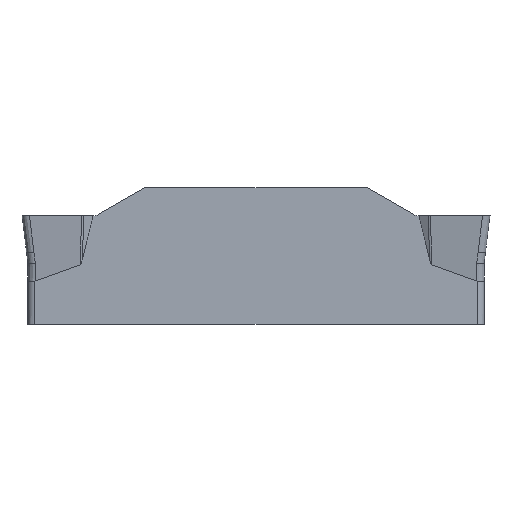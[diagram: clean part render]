
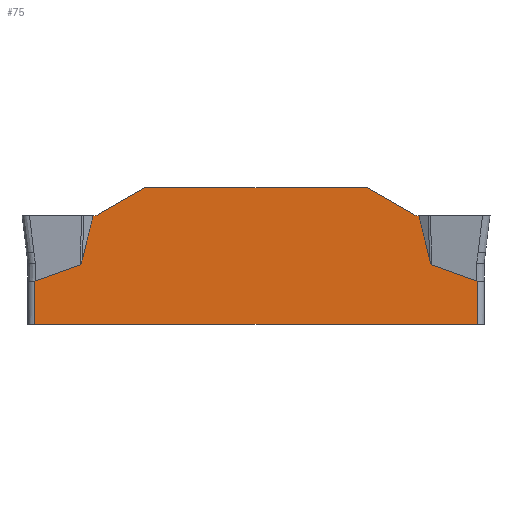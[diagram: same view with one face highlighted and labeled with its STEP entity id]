
A CAD part, left-side view. The second image highlights one B-rep face of the part: STEP entity #75.
In plain terms, the highlighted planar face has unit normal (-1, 0, 0).
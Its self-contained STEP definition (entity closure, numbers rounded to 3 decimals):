
#75=ADVANCED_FACE('SIDE_IB_1_SU5',(#143),#123,.F.);
#123=PLANE('',#921);
#143=FACE_OUTER_BOUND('',#191,.T.);
#191=EDGE_LOOP('',(#343,#344,#345,#346,#347,#348,#349,#350,#351,#352,#353,
#354,#355,#356,#357,#358));
#239=LINE('',#1164,#289);
#240=LINE('',#1183,#290);
#241=LINE('',#1190,#291);
#242=LINE('',#1192,#292);
#243=LINE('',#1194,#293);
#244=LINE('',#1201,#294);
#245=LINE('',#1217,#295);
#246=LINE('',#1221,#296);
#247=LINE('',#1223,#297);
#248=LINE('',#1225,#298);
#289=VECTOR('',#965,1.);
#290=VECTOR('',#966,1.);
#291=VECTOR('',#967,1.);
#292=VECTOR('',#968,1.);
#293=VECTOR('',#969,1.);
#294=VECTOR('',#970,1.);
#295=VECTOR('',#971,1.);
#296=VECTOR('',#974,1.);
#297=VECTOR('',#975,1.);
#298=VECTOR('',#976,1.);
#343=ORIENTED_EDGE('',*,*,#687,.F.);
#344=ORIENTED_EDGE('',*,*,#688,.T.);
#345=ORIENTED_EDGE('',*,*,#689,.T.);
#346=ORIENTED_EDGE('',*,*,#690,.T.);
#347=ORIENTED_EDGE('',*,*,#691,.T.);
#348=ORIENTED_EDGE('',*,*,#692,.T.);
#349=ORIENTED_EDGE('',*,*,#693,.F.);
#350=ORIENTED_EDGE('',*,*,#694,.T.);
#351=ORIENTED_EDGE('',*,*,#695,.T.);
#352=ORIENTED_EDGE('',*,*,#696,.T.);
#353=ORIENTED_EDGE('',*,*,#697,.T.);
#354=ORIENTED_EDGE('',*,*,#698,.T.);
#355=ORIENTED_EDGE('',*,*,#699,.F.);
#356=ORIENTED_EDGE('',*,*,#700,.F.);
#357=ORIENTED_EDGE('',*,*,#701,.F.);
#358=ORIENTED_EDGE('',*,*,#702,.F.);
#603=VERTEX_POINT('',#1162);
#604=VERTEX_POINT('',#1163);
#605=VERTEX_POINT('',#1165);
#606=VERTEX_POINT('',#1182);
#607=VERTEX_POINT('',#1184);
#608=VERTEX_POINT('',#1189);
#609=VERTEX_POINT('',#1191);
#610=VERTEX_POINT('',#1193);
#611=VERTEX_POINT('',#1195);
#612=VERTEX_POINT('',#1200);
#613=VERTEX_POINT('',#1202);
#614=VERTEX_POINT('',#1216);
#615=VERTEX_POINT('',#1218);
#616=VERTEX_POINT('',#1220);
#617=VERTEX_POINT('',#1222);
#618=VERTEX_POINT('',#1224);
#687=EDGE_CURVE('',#603,#604,#817,.T.);
#688=EDGE_CURVE('',#603,#605,#239,.T.);
#689=EDGE_CURVE('',#605,#606,#833,.T.);
#690=EDGE_CURVE('',#606,#607,#240,.T.);
#691=EDGE_CURVE('',#607,#608,#834,.T.);
#692=EDGE_CURVE('',#608,#609,#241,.T.);
#693=EDGE_CURVE('',#610,#609,#242,.T.);
#694=EDGE_CURVE('',#610,#611,#243,.T.);
#695=EDGE_CURVE('',#611,#612,#835,.T.);
#696=EDGE_CURVE('',#612,#613,#244,.T.);
#697=EDGE_CURVE('',#613,#614,#836,.T.);
#698=EDGE_CURVE('',#614,#615,#245,.T.);
#699=EDGE_CURVE('',#616,#615,#818,.T.);
#700=EDGE_CURVE('',#617,#616,#246,.T.);
#701=EDGE_CURVE('',#618,#617,#247,.T.);
#702=EDGE_CURVE('',#604,#618,#248,.T.);
#817=CIRCLE('',#919,0.5);
#818=CIRCLE('',#920,0.5);
#833=B_SPLINE_CURVE_WITH_KNOTS('',3,(#1166,#1167,#1168,#1169,#1170,#1171,
#1172,#1173,#1174,#1175,#1176,#1177,#1178,#1179,#1180,#1181),
 .UNSPECIFIED.,.F.,.F.,(4,3,3,3,3,4),(0.,0.399,0.687,
0.826,0.939,1.),.UNSPECIFIED.);
#834=B_SPLINE_CURVE_WITH_KNOTS('',3,(#1185,#1186,#1187,#1188),
 .UNSPECIFIED.,.F.,.F.,(4,4),(0.,1.),.UNSPECIFIED.);
#835=B_SPLINE_CURVE_WITH_KNOTS('',3,(#1196,#1197,#1198,#1199),
 .UNSPECIFIED.,.F.,.F.,(4,4),(0.,1.),.UNSPECIFIED.);
#836=B_SPLINE_CURVE_WITH_KNOTS('',3,(#1203,#1204,#1205,#1206,#1207,#1208,
#1209,#1210,#1211,#1212,#1213,#1214,#1215),.UNSPECIFIED.,.F.,.F.,(4,3,3,
3,4),(0.,0.069,0.219,0.795,1.),
 .UNSPECIFIED.);
#919=AXIS2_PLACEMENT_3D('',#1161,#963,#964);
#920=AXIS2_PLACEMENT_3D('',#1219,#972,#973);
#921=AXIS2_PLACEMENT_3D('',#1226,#977,#978);
#963=DIRECTION('',(-1.,0.,0.));
#964=DIRECTION('',(0.,0.,-1.));
#965=DIRECTION('',(0.,0.238,-0.971));
#966=DIRECTION('',(0.,0.942,-0.335));
#967=DIRECTION('',(0.,0.,-1.));
#968=DIRECTION('',(0.,1.,0.));
#969=DIRECTION('',(0.,0.,1.));
#970=DIRECTION('',(0.,0.942,0.335));
#971=DIRECTION('',(0.,0.238,0.971));
#972=DIRECTION('',(-1.,0.,0.));
#973=DIRECTION('',(0.,0.,-1.));
#974=DIRECTION('',(0.,-0.866,-0.5));
#975=DIRECTION('',(0.,-1.,0.));
#976=DIRECTION('',(0.,-0.866,0.5));
#977=DIRECTION('',(1.,0.,0.));
#978=DIRECTION('',(0.,0.,-1.));
#1161=CARTESIAN_POINT('',(-1.15,6.908,0.5));
#1162=CARTESIAN_POINT('',(-1.15,6.897,0.));
#1163=CARTESIAN_POINT('',(-1.15,6.658,0.067));
#1164=CARTESIAN_POINT('',(-1.15,6.505,1.597));
#1165=CARTESIAN_POINT('',(-1.15,7.355,-1.866));
#1166=CARTESIAN_POINT('',(-1.15,7.355,-1.866));
#1167=CARTESIAN_POINT('',(-1.15,7.363,-1.898));
#1168=CARTESIAN_POINT('',(-1.15,7.372,-1.929));
#1169=CARTESIAN_POINT('',(-1.15,7.382,-1.96));
#1170=CARTESIAN_POINT('',(-1.15,7.389,-1.983));
#1171=CARTESIAN_POINT('',(-1.15,7.397,-2.005));
#1172=CARTESIAN_POINT('',(-1.15,7.407,-2.026));
#1173=CARTESIAN_POINT('',(-1.15,7.412,-2.037));
#1174=CARTESIAN_POINT('',(-1.15,7.418,-2.047));
#1175=CARTESIAN_POINT('',(-1.15,7.424,-2.056));
#1176=CARTESIAN_POINT('',(-1.15,7.429,-2.064));
#1177=CARTESIAN_POINT('',(-1.15,7.435,-2.071));
#1178=CARTESIAN_POINT('',(-1.15,7.442,-2.077));
#1179=CARTESIAN_POINT('',(-1.15,7.445,-2.081));
#1180=CARTESIAN_POINT('',(-1.15,7.45,-2.083));
#1181=CARTESIAN_POINT('',(-1.15,7.454,-2.085));
#1182=CARTESIAN_POINT('',(-1.15,7.454,-2.085));
#1183=CARTESIAN_POINT('',(-1.15,0.178,0.5));
#1184=CARTESIAN_POINT('',(-1.15,9.347,-2.757));
#1185=CARTESIAN_POINT('',(-1.15,9.347,-2.757));
#1186=CARTESIAN_POINT('',(-1.15,9.351,-2.759));
#1187=CARTESIAN_POINT('',(-1.15,9.356,-2.76));
#1188=CARTESIAN_POINT('',(-1.15,9.36,-2.76));
#1189=CARTESIAN_POINT('',(-1.15,9.36,-2.76));
#1190=CARTESIAN_POINT('',(-1.15,9.36,0.));
#1191=CARTESIAN_POINT('',(-1.15,9.36,-4.592));
#1192=CARTESIAN_POINT('',(-1.15,0.,-4.592));
#1193=CARTESIAN_POINT('',(-1.15,-9.36,-4.592));
#1194=CARTESIAN_POINT('',(-1.15,-9.36,0.));
#1195=CARTESIAN_POINT('',(-1.15,-9.36,-2.76));
#1196=CARTESIAN_POINT('',(-1.15,-9.36,-2.76));
#1197=CARTESIAN_POINT('',(-1.15,-9.356,-2.76));
#1198=CARTESIAN_POINT('',(-1.15,-9.351,-2.759));
#1199=CARTESIAN_POINT('',(-1.15,-9.347,-2.757));
#1200=CARTESIAN_POINT('',(-1.15,-9.347,-2.757));
#1201=CARTESIAN_POINT('',(-1.15,-0.178,0.5));
#1202=CARTESIAN_POINT('',(-1.15,-7.454,-2.085));
#1203=CARTESIAN_POINT('',(-1.15,-7.454,-2.085));
#1204=CARTESIAN_POINT('',(-1.15,-7.449,-2.083));
#1205=CARTESIAN_POINT('',(-1.15,-7.444,-2.08));
#1206=CARTESIAN_POINT('',(-1.15,-7.44,-2.076));
#1207=CARTESIAN_POINT('',(-1.15,-7.431,-2.068));
#1208=CARTESIAN_POINT('',(-1.15,-7.424,-2.057));
#1209=CARTESIAN_POINT('',(-1.15,-7.418,-2.047));
#1210=CARTESIAN_POINT('',(-1.15,-7.395,-2.006));
#1211=CARTESIAN_POINT('',(-1.15,-7.381,-1.96));
#1212=CARTESIAN_POINT('',(-1.15,-7.368,-1.915));
#1213=CARTESIAN_POINT('',(-1.15,-7.364,-1.898));
#1214=CARTESIAN_POINT('',(-1.15,-7.359,-1.882));
#1215=CARTESIAN_POINT('',(-1.15,-7.355,-1.866));
#1216=CARTESIAN_POINT('',(-1.15,-7.355,-1.866));
#1217=CARTESIAN_POINT('',(-1.15,-6.505,1.597));
#1218=CARTESIAN_POINT('',(-1.15,-6.897,0.));
#1219=CARTESIAN_POINT('',(-1.15,-6.908,0.5));
#1220=CARTESIAN_POINT('',(-1.15,-6.658,0.067));
#1221=CARTESIAN_POINT('',(-1.15,-1.693,2.933));
#1222=CARTESIAN_POINT('',(-1.15,-4.709,1.192));
#1223=CARTESIAN_POINT('',(-1.15,0.,1.192));
#1224=CARTESIAN_POINT('',(-1.15,4.709,1.192));
#1225=CARTESIAN_POINT('',(-1.15,1.693,2.933));
#1226=CARTESIAN_POINT('',(-1.15,0.,0.));
